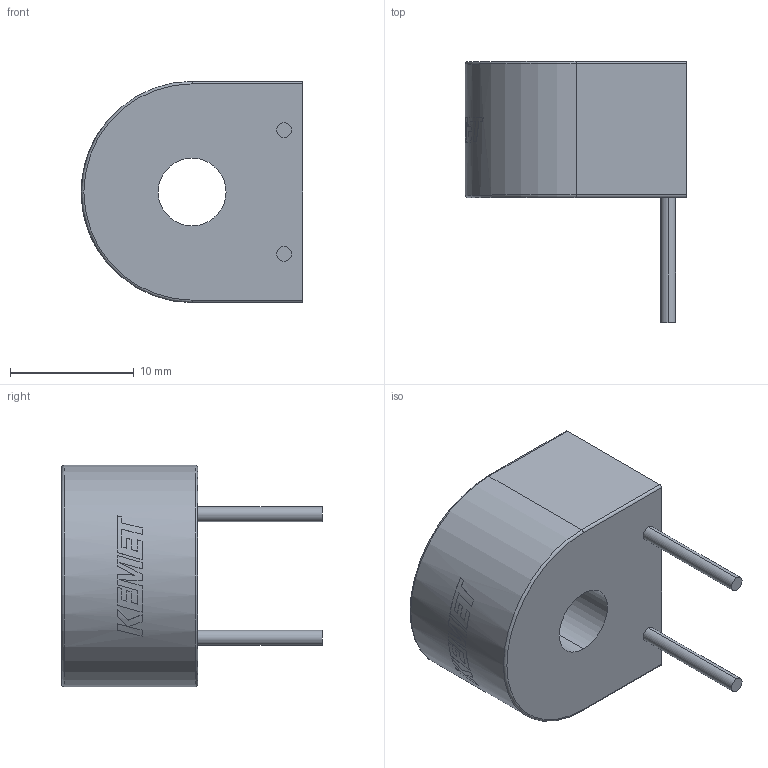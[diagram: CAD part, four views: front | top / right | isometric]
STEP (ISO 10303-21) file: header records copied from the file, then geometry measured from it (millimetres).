
FILE_DESCRIPTION (( 'STEP AP214' ), '1' );
FILE_NAME ('SC_CT05_D5.5L17.9H11T17.9LL10.1.STEP', '2018-06-01T17:12:52', ( '' ), ( '' ), 'SwSTEP 2.0', 'SolidWorks 2014', '' );
FILE_SCHEMA (( 'AUTOMOTIVE_DESIGN' ));
Length unit declared in the file: millimetre
Products named in the file (1): SC_CT05_D5.5L17.9H11T17.9LL10.1
Bounding box: 17.91 x 21.1 x 17.9 mm (x, y, z)
Volume: 2907.2 mm3; surface area: 1486.5 mm2
Topology: 1 solids, 1 shells, 82 faces, 215 edges, 142 vertices
Faces by surface type: plane 31, bspline 31, cylinder 18, torus 2
Entity records: 3042 total; most frequent: CARTESIAN_POINT 934, ORIENTED_EDGE 430, DIRECTION 282, EDGE_CURVE 215, VERTEX_POINT 142, AXIS2_PLACEMENT_3D 128, B_SPLINE_CURVE_WITH_KNOTS 113, EDGE_LOOP 91
